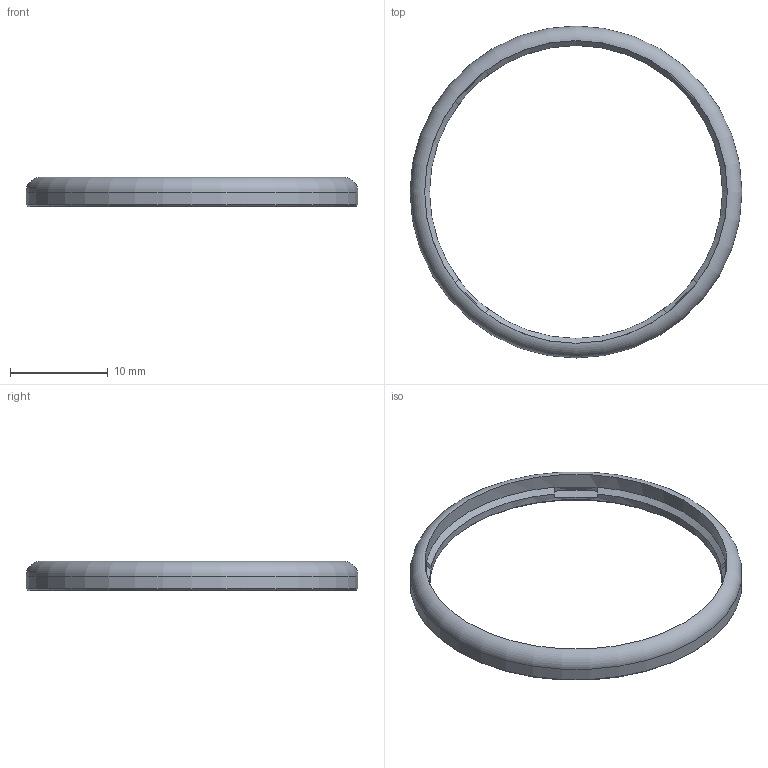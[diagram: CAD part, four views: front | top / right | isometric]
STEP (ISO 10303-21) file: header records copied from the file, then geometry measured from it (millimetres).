
FILE_DESCRIPTION(/* description */ ('','CAx-IF Rec.Pracs.---Representation and Presentation of Product Manufacturing Information (PMI)---4.0---2014-10-13'),/* implementation_level */ '2;1');
FILE_NAME(/* name */ 'OSBMX v2 - 30mm - Ring.step',/* time_stamp */ '2025-02-23T10:20:05-05:00',/* author */ (''),/* organization */ (''),/* preprocessor_version */ 'ST-DEVELOPER v20',/* originating_system */ 'Autodesk Translation Framework v13.20.0.188',/* authorisation */ '');
FILE_SCHEMA (('AP242_MANAGED_MODEL_BASED_3D_ENGINEERING_MIM_LF { 1 0 10303 442 1 1 4 }'));
Length unit declared in the file: millimetre
Products named in the file (1): cherry mx v28
Bounding box: 34 x 34 x 3 mm (x, y, z)
Volume: 460.4 mm3; surface area: 891.4 mm2
Topology: 1 solids, 1 shells, 23 faces, 64 edges, 42 vertices
Faces by surface type: cone 10, plane 9, cylinder 3, torus 1
Full cylindrical faces by diameter (mm): 30 x1, 31 x1, 34 x1
Entity records: 773 total; most frequent: CARTESIAN_POINT 162, ORIENTED_EDGE 128, DIRECTION 123, EDGE_CURVE 64, AXIS2_PLACEMENT_3D 51, VERTEX_POINT 42, CIRCLE 27, EDGE_LOOP 24
